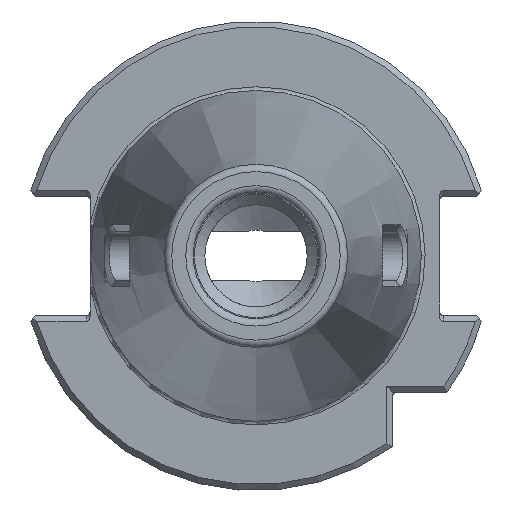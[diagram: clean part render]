
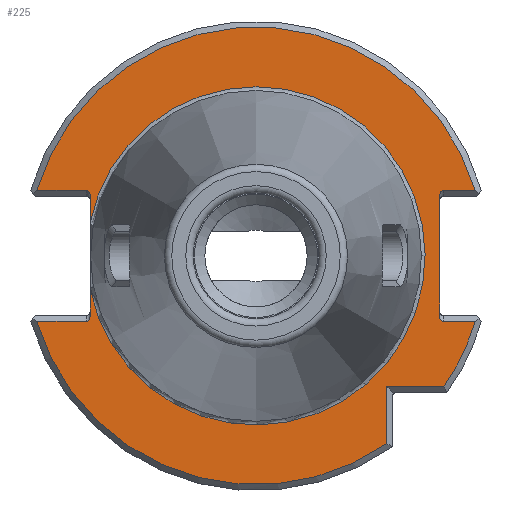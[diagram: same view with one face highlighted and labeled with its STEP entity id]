
A CAD part, left-side view. The second image highlights one B-rep face of the part: STEP entity #225.
In plain terms, the highlighted planar face has unit normal (-1, 0, 0).
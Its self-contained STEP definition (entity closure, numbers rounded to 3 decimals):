
#225 = ADVANCED_FACE( '', ( #538 ), #539, .T. );
#538 = FACE_OUTER_BOUND( '', #958, .T. );
#539 = PLANE( '', #959 );
#958 = EDGE_LOOP( '', ( #1660, #1661, #1662, #1663, #1664, #1665, #1666, #1667, #1668, #1669, #1670, #1671, #1672, #1673, #1674, #1675, #1676 ) );
#959 = AXIS2_PLACEMENT_3D( '', #1677, #1678, #1679 );
#1660 = ORIENTED_EDGE( '', *, *, #2612, .T. );
#1661 = ORIENTED_EDGE( '', *, *, #2613, .T. );
#1662 = ORIENTED_EDGE( '', *, *, #2614, .T. );
#1663 = ORIENTED_EDGE( '', *, *, #2615, .T. );
#1664 = ORIENTED_EDGE( '', *, *, #2616, .T. );
#1665 = ORIENTED_EDGE( '', *, *, #2477, .T. );
#1666 = ORIENTED_EDGE( '', *, *, #2600, .T. );
#1667 = ORIENTED_EDGE( '', *, *, #2617, .F. );
#1668 = ORIENTED_EDGE( '', *, *, #2618, .T. );
#1669 = ORIENTED_EDGE( '', *, *, #2619, .T. );
#1670 = ORIENTED_EDGE( '', *, *, #2515, .T. );
#1671 = ORIENTED_EDGE( '', *, *, #2620, .T. );
#1672 = ORIENTED_EDGE( '', *, *, #2621, .T. );
#1673 = ORIENTED_EDGE( '', *, *, #2622, .F. );
#1674 = ORIENTED_EDGE( '', *, *, #2573, .F. );
#1675 = ORIENTED_EDGE( '', *, *, #2623, .F. );
#1676 = ORIENTED_EDGE( '', *, *, #2564, .T. );
#1677 = CARTESIAN_POINT( '', ( 3.2, 0., 22.891 ) );
#1678 = DIRECTION( '', ( -1., 0., 0. ) );
#1679 = DIRECTION( '', ( 0., 0., 1. ) );
#2477 = EDGE_CURVE( '', #2949, #2950, #2951, .T. );
#2515 = EDGE_CURVE( '', #3017, #3015, #3018, .T. );
#2564 = EDGE_CURVE( '', #3101, #3099, #3102, .F. );
#2573 = EDGE_CURVE( '', #3116, #3117, #3118, .T. );
#2600 = EDGE_CURVE( '', #2950, #3157, #3158, .F. );
#2612 = EDGE_CURVE( '', #3099, #3175, #3176, .T. );
#2613 = EDGE_CURVE( '', #3175, #3177, #3178, .T. );
#2614 = EDGE_CURVE( '', #3177, #3179, #3180, .T. );
#2615 = EDGE_CURVE( '', #3179, #3181, #3182, .T. );
#2616 = EDGE_CURVE( '', #3181, #2949, #3183, .T. );
#2617 = EDGE_CURVE( '', #3184, #3157, #3185, .T. );
#2618 = EDGE_CURVE( '', #3184, #3186, #3187, .F. );
#2619 = EDGE_CURVE( '', #3186, #3017, #3188, .T. );
#2620 = EDGE_CURVE( '', #3015, #3189, #3190, .T. );
#2621 = EDGE_CURVE( '', #3189, #3191, #3192, .F. );
#2622 = EDGE_CURVE( '', #3117, #3191, #3193, .T. );
#2623 = EDGE_CURVE( '', #3101, #3116, #3194, .T. );
#2949 = VERTEX_POINT( '', #3704 );
#2950 = VERTEX_POINT( '', #3705 );
#2951 = LINE( '', #3706, #3707 );
#3015 = VERTEX_POINT( '', #3811 );
#3017 = VERTEX_POINT( '', #3816 );
#3018 = CIRCLE( '', #3817, 30.975 );
#3099 = VERTEX_POINT( '', #4128 );
#3101 = VERTEX_POINT( '', #4131 );
#3102 = ELLIPSE( '', #4132, 0.707, 0.5 );
#3116 = VERTEX_POINT( '', #4156 );
#3117 = VERTEX_POINT( '', #4157 );
#3118 = CIRCLE( '', #4158, 22.891 );
#3157 = VERTEX_POINT( '', #4238 );
#3158 = ELLIPSE( '', #4239, 0.707, 0.5 );
#3175 = VERTEX_POINT( '', #4271 );
#3176 = LINE( '', #4272, #4273 );
#3177 = VERTEX_POINT( '', #4274 );
#3178 = CIRCLE( '', #4275, 30.975 );
#3179 = VERTEX_POINT( '', #4276 );
#3180 = LINE( '', #4277, #4278 );
#3181 = VERTEX_POINT( '', #4279 );
#3182 = LINE( '', #4280, #4281 );
#3183 = CIRCLE( '', #4282, 30.975 );
#3184 = VERTEX_POINT( '', #4283 );
#3185 = LINE( '', #4284, #4285 );
#3186 = VERTEX_POINT( '', #4286 );
#3187 = ELLIPSE( '', #4287, 0.707, 0.5 );
#3188 = LINE( '', #4288, #4289 );
#3189 = VERTEX_POINT( '', #4290 );
#3190 = LINE( '', #4291, #4292 );
#3191 = VERTEX_POINT( '', #4293 );
#3192 = ELLIPSE( '', #4294, 0.707, 0.5 );
#3193 = LINE( '', #4295, #4296 );
#3194 = LINE( '', #4297, #4298 );
#3704 = CARTESIAN_POINT( '', ( 3.2, -29.684, -8.85 ) );
#3705 = CARTESIAN_POINT( '', ( 3.2, -25.35, -8.85 ) );
#3706 = CARTESIAN_POINT( '', ( 3.2, -24.85, -8.85 ) );
#3707 = VECTOR( '', #4937, 1000. );
#3811 = CARTESIAN_POINT( '', ( 3.2, 29.684, 8.85 ) );
#3816 = CARTESIAN_POINT( '', ( 3.2, -29.684, 8.85 ) );
#3817 = AXIS2_PLACEMENT_3D( '', #4977, #4978, #4979 );
#4128 = CARTESIAN_POINT( '', ( 3.2, 22.95, -8.85 ) );
#4131 = CARTESIAN_POINT( '', ( 3.2, 22.45, -8.143 ) );
#4132 = AXIS2_PLACEMENT_3D( '', #5009, #5010, #5011 );
#4156 = CARTESIAN_POINT( '', ( 3.2, 22.45, -4.472 ) );
#4157 = CARTESIAN_POINT( '', ( 3.2, 22.45, 4.472 ) );
#4158 = AXIS2_PLACEMENT_3D( '', #5019, #5020, #5021 );
#4238 = CARTESIAN_POINT( '', ( 3.2, -24.85, -8.143 ) );
#4239 = AXIS2_PLACEMENT_3D( '', #5048, #5049, #5050 );
#4271 = CARTESIAN_POINT( '', ( 3.2, 29.684, -8.85 ) );
#4272 = CARTESIAN_POINT( '', ( 3.2, 30.893, -8.85 ) );
#4273 = VECTOR( '', #5063, 1000. );
#4274 = CARTESIAN_POINT( '', ( 3.2, -17.7, -25.42 ) );
#4275 = AXIS2_PLACEMENT_3D( '', #5064, #5065, #5066 );
#4276 = CARTESIAN_POINT( '', ( 3.2, -17.7, -17.7 ) );
#4277 = CARTESIAN_POINT( '', ( 3.2, -17.7, -18.5 ) );
#4278 = VECTOR( '', #5067, 1000. );
#4279 = CARTESIAN_POINT( '', ( 3.2, -25.42, -17.7 ) );
#4280 = CARTESIAN_POINT( '', ( 3.2, -26.018, -17.7 ) );
#4281 = VECTOR( '', #5068, 1000. );
#4282 = AXIS2_PLACEMENT_3D( '', #5069, #5070, #5071 );
#4283 = CARTESIAN_POINT( '', ( 3.2, -24.85, 8.143 ) );
#4284 = CARTESIAN_POINT( '', ( 3.2, -24.85, 8.05 ) );
#4285 = VECTOR( '', #5072, 1000. );
#4286 = CARTESIAN_POINT( '', ( 3.2, -25.35, 8.85 ) );
#4287 = AXIS2_PLACEMENT_3D( '', #5073, #5074, #5075 );
#4288 = CARTESIAN_POINT( '', ( 3.2, -30.893, 8.85 ) );
#4289 = VECTOR( '', #5076, 1000. );
#4290 = CARTESIAN_POINT( '', ( 3.2, 22.95, 8.85 ) );
#4291 = CARTESIAN_POINT( '', ( 3.2, 22.45, 8.85 ) );
#4292 = VECTOR( '', #5077, 1000. );
#4293 = CARTESIAN_POINT( '', ( 3.2, 22.45, 8.143 ) );
#4294 = AXIS2_PLACEMENT_3D( '', #5078, #5079, #5080 );
#4295 = CARTESIAN_POINT( '', ( 3.2, 22.45, -8.05 ) );
#4296 = VECTOR( '', #5081, 1000. );
#4297 = CARTESIAN_POINT( '', ( 3.2, 22.45, -8.05 ) );
#4298 = VECTOR( '', #5082, 1000. );
#4937 = DIRECTION( '', ( 0., 1., 0. ) );
#4977 = CARTESIAN_POINT( '', ( 3.2, 0., 0. ) );
#4978 = DIRECTION( '', ( -1., 0., 0. ) );
#4979 = DIRECTION( '', ( 0., 0., 1. ) );
#5009 = CARTESIAN_POINT( '', ( 3.2, 22.95, -8.143 ) );
#5010 = DIRECTION( '', ( -1., 0., 0. ) );
#5011 = DIRECTION( '', ( 0., 0., -1. ) );
#5019 = CARTESIAN_POINT( '', ( 3.2, 0., 0. ) );
#5020 = DIRECTION( '', ( -1., 0., 0. ) );
#5021 = DIRECTION( '', ( 0., 0., 1. ) );
#5048 = CARTESIAN_POINT( '', ( 3.2, -25.35, -8.143 ) );
#5049 = DIRECTION( '', ( -1., 0., 0. ) );
#5050 = DIRECTION( '', ( 0., 0., 1. ) );
#5063 = DIRECTION( '', ( 0., 1., 0. ) );
#5064 = CARTESIAN_POINT( '', ( 3.2, 0., 0. ) );
#5065 = DIRECTION( '', ( -1., 0., 0. ) );
#5066 = DIRECTION( '', ( 0., 0., 1. ) );
#5067 = DIRECTION( '', ( 0., 0., 1. ) );
#5068 = DIRECTION( '', ( 0., -1., 0. ) );
#5069 = CARTESIAN_POINT( '', ( 3.2, 0., 0. ) );
#5070 = DIRECTION( '', ( -1., 0., 0. ) );
#5071 = DIRECTION( '', ( 0., 0., 1. ) );
#5072 = DIRECTION( '', ( 0., 0., -1. ) );
#5073 = CARTESIAN_POINT( '', ( 3.2, -25.35, 8.143 ) );
#5074 = DIRECTION( '', ( -1., 0., 0. ) );
#5075 = DIRECTION( '', ( 0., 0., 1. ) );
#5076 = DIRECTION( '', ( 0., -1., 0. ) );
#5077 = DIRECTION( '', ( 0., -1., 0. ) );
#5078 = CARTESIAN_POINT( '', ( 3.2, 22.95, 8.143 ) );
#5079 = DIRECTION( '', ( -1., 0., 0. ) );
#5080 = DIRECTION( '', ( 0., 0., -1. ) );
#5081 = DIRECTION( '', ( 0., 0., 1. ) );
#5082 = DIRECTION( '', ( 0., 0., 1. ) );
